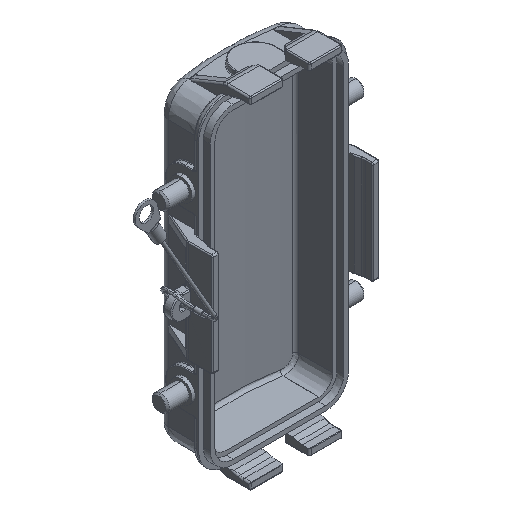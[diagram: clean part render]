
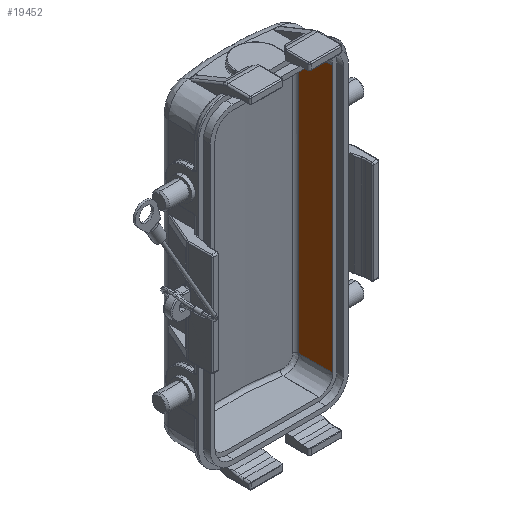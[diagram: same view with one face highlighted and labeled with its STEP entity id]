
A CAD part, isometric view. The second image highlights one B-rep face of the part: STEP entity #19452.
In plain terms, the highlighted planar face has unit normal (-1, -0.009, 0).
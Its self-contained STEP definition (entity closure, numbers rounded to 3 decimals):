
#589 = CARTESIAN_POINT ( 'NONE',  ( 17.55, -8., -38.7 ) ) ;
#757 = CARTESIAN_POINT ( 'NONE',  ( 17.464, 1.814, -38.7 ) ) ;
#885 = DIRECTION ( 'NONE',  ( 0.009, -1., 0. ) ) ;
#886 = VECTOR ( 'NONE', #885, 1000. ) ;
#887 = CARTESIAN_POINT ( 'NONE',  ( 4372.187, -499000., -38.7 ) ) ;
#888 = LINE ( 'NONE', #887, #886 ) ;
#13513 = CARTESIAN_POINT ( 'NONE',  ( 17.464, 1.814, 38.7 ) ) ;
#13645 = DIRECTION ( 'NONE',  ( 0., 0., 1. ) ) ;
#13646 = VECTOR ( 'NONE', #13645, 1000. ) ;
#13662 = CARTESIAN_POINT ( 'NONE',  ( 17.464, 1.814, -47.61 ) ) ;
#13663 = LINE ( 'NONE', #13662, #13646 ) ;
#13900 = PLANE ( 'NONE',  #13906 ) ;
#13903 = FACE_OUTER_BOUND ( 'NONE', #19458, .T. ) ;
#13906 = AXIS2_PLACEMENT_3D ( 'NONE', #13946, #13945, #13944 ) ;
#13918 = CARTESIAN_POINT ( 'NONE',  ( 17.55, -8., 38.7 ) ) ;
#13940 = DIRECTION ( 'NONE',  ( 0.009, -1., 0. ) ) ;
#13941 = VECTOR ( 'NONE', #13940, 1000. ) ;
#13942 = CARTESIAN_POINT ( 'NONE',  ( 17.55, -8., 38.7 ) ) ;
#13944 = DIRECTION ( 'NONE',  ( -0.009, 1., 0. ) ) ;
#13945 = DIRECTION ( 'NONE',  ( 1., 0.009, 0. ) ) ;
#13946 = CARTESIAN_POINT ( 'NONE',  ( 17.55, -8., -47.61 ) ) ;
#13947 = LINE ( 'NONE', #13942, #13941 ) ;
#13966 = DIRECTION ( 'NONE',  ( 0., 0., -1. ) ) ;
#13967 = VECTOR ( 'NONE', #13966, 1000. ) ;
#13969 = CARTESIAN_POINT ( 'NONE',  ( 17.55, -8., 0. ) ) ;
#13970 = LINE ( 'NONE', #13969, #13967 ) ;
#16116 = VERTEX_POINT ( 'NONE', #589 ) ;
#16207 = EDGE_CURVE ( 'NONE', #16208, #16116, #888, .T. ) ;
#16208 = VERTEX_POINT ( 'NONE', #757 ) ;
#18843 = VERTEX_POINT ( 'NONE', #13513 ) ;
#18844 = EDGE_CURVE ( 'NONE', #16208, #18843, #13663, .T. ) ;
#19452 = ADVANCED_FACE ( 'NONE', ( #13903 ), #13900, .F. ) ;
#19454 = EDGE_CURVE ( 'NONE', #18843, #19461, #13947, .T. ) ;
#19455 = ORIENTED_EDGE ( 'NONE', *, *, #19845, .F. ) ;
#19458 = EDGE_LOOP ( 'NONE', ( #19455, #19847, #20274, #19844 ) ) ;
#19461 = VERTEX_POINT ( 'NONE', #13918 ) ;
#19844 = ORIENTED_EDGE ( 'NONE', *, *, #16207, .T. ) ;
#19845 = EDGE_CURVE ( 'NONE', #19461, #16116, #13970, .T. ) ;
#19847 = ORIENTED_EDGE ( 'NONE', *, *, #19454, .F. ) ;
#20274 = ORIENTED_EDGE ( 'NONE', *, *, #18844, .F. ) ;
